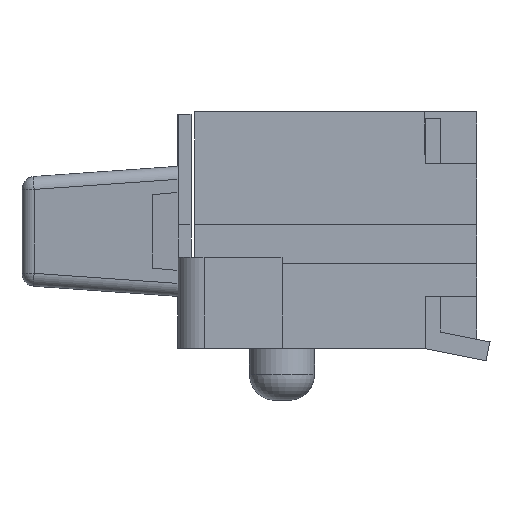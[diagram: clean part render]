
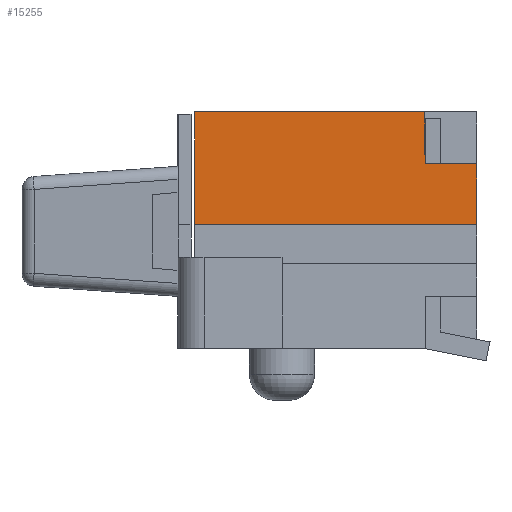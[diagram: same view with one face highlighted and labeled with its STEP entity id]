
A CAD part, left-side view. The second image highlights one B-rep face of the part: STEP entity #15255.
In plain terms, the highlighted planar face has unit normal (-1, 0, 0).
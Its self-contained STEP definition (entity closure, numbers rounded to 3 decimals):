
#794 = VECTOR ( 'NONE', #5813, 1000. ) ;
#805 = VERTEX_POINT ( 'NONE', #14399 ) ;
#988 = DIRECTION ( 'NONE',  ( 0., -1., 0. ) ) ;
#1115 = ORIENTED_EDGE ( 'NONE', *, *, #6668, .F. ) ;
#1236 = CARTESIAN_POINT ( 'NONE',  ( -2.246, -1.838, -0.411 ) ) ;
#1293 = ORIENTED_EDGE ( 'NONE', *, *, #4485, .F. ) ;
#1886 = LINE ( 'NONE', #5511, #1973 ) ;
#1910 = LINE ( 'NONE', #11549, #10503 ) ;
#1973 = VECTOR ( 'NONE', #988, 1000. ) ;
#2055 = VECTOR ( 'NONE', #6360, 1000. ) ;
#2112 = LINE ( 'NONE', #15598, #794 ) ;
#2142 = CARTESIAN_POINT ( 'NONE',  ( -2.246, -1.438, 0.058 ) ) ;
#2225 = CARTESIAN_POINT ( 'NONE',  ( -2.246, 0.333, 0.458 ) ) ;
#2280 = DIRECTION ( 'NONE',  ( 0., -1., 0. ) ) ;
#2348 = CARTESIAN_POINT ( 'NONE',  ( -2.246, 0.333, 0.458 ) ) ;
#2508 = VERTEX_POINT ( 'NONE', #13887 ) ;
#2836 = EDGE_CURVE ( 'NONE', #11521, #2508, #1886, .T. ) ;
#3912 = DIRECTION ( 'NONE',  ( 0., 0., -1. ) ) ;
#4485 = EDGE_CURVE ( 'NONE', #2508, #4794, #1910, .T. ) ;
#4794 = VERTEX_POINT ( 'NONE', #1236 ) ;
#5238 = CARTESIAN_POINT ( 'NONE',  ( -2.246, -4.538, -0.411 ) ) ;
#5511 = CARTESIAN_POINT ( 'NONE',  ( -2.246, -1.438, 0.058 ) ) ;
#5813 = DIRECTION ( 'NONE',  ( 0., 0., -1. ) ) ;
#5831 = EDGE_CURVE ( 'NONE', #805, #11521, #2112, .T. ) ;
#5920 = PLANE ( 'NONE',  #7741 ) ;
#5969 = ORIENTED_EDGE ( 'NONE', *, *, #2836, .F. ) ;
#6360 = DIRECTION ( 'NONE',  ( 0., 1., 0. ) ) ;
#6668 = EDGE_CURVE ( 'NONE', #4794, #10088, #7432, .T. ) ;
#6976 = CARTESIAN_POINT ( 'NONE',  ( -2.246, 0.333, -0.411 ) ) ;
#7432 = LINE ( 'NONE', #5238, #2055 ) ;
#7726 = EDGE_CURVE ( 'NONE', #9738, #10088, #14229, .T. ) ;
#7741 = AXIS2_PLACEMENT_3D ( 'NONE', #8264, #15695, #2280 ) ;
#8148 = CARTESIAN_POINT ( 'NONE',  ( -2.246, 0.333, 0.458 ) ) ;
#8264 = CARTESIAN_POINT ( 'NONE',  ( -2.246, 0.333, 0.458 ) ) ;
#9514 = DIRECTION ( 'NONE',  ( 0., 0., -1. ) ) ;
#9616 = DIRECTION ( 'NONE',  ( 0., 1., 0. ) ) ;
#9688 = VECTOR ( 'NONE', #9616, 1000. ) ;
#9738 = VERTEX_POINT ( 'NONE', #2225 ) ;
#10088 = VERTEX_POINT ( 'NONE', #6976 ) ;
#10503 = VECTOR ( 'NONE', #3912, 1000. ) ;
#10879 = ORIENTED_EDGE ( 'NONE', *, *, #7726, .T. ) ;
#11118 = EDGE_CURVE ( 'NONE', #805, #9738, #12320, .T. ) ;
#11420 = ORIENTED_EDGE ( 'NONE', *, *, #5831, .F. ) ;
#11521 = VERTEX_POINT ( 'NONE', #2142 ) ;
#11549 = CARTESIAN_POINT ( 'NONE',  ( -2.246, -1.838, 0.458 ) ) ;
#11685 = FACE_OUTER_BOUND ( 'NONE', #12270, .T. ) ;
#12026 = VECTOR ( 'NONE', #9514, 1000. ) ;
#12129 = ORIENTED_EDGE ( 'NONE', *, *, #11118, .T. ) ;
#12270 = EDGE_LOOP ( 'NONE', ( #5969, #11420, #12129, #10879, #1115, #1293 ) ) ;
#12320 = LINE ( 'NONE', #2348, #9688 ) ;
#13887 = CARTESIAN_POINT ( 'NONE',  ( -2.246, -1.838, 0.058 ) ) ;
#14229 = LINE ( 'NONE', #8148, #12026 ) ;
#14399 = CARTESIAN_POINT ( 'NONE',  ( -2.246, -1.438, 0.458 ) ) ;
#15255 = ADVANCED_FACE ( 'NONE', ( #11685 ), #5920, .T. ) ;
#15598 = CARTESIAN_POINT ( 'NONE',  ( -2.246, -1.438, 0.458 ) ) ;
#15695 = DIRECTION ( 'NONE',  ( -1., 0., 0. ) ) ;
